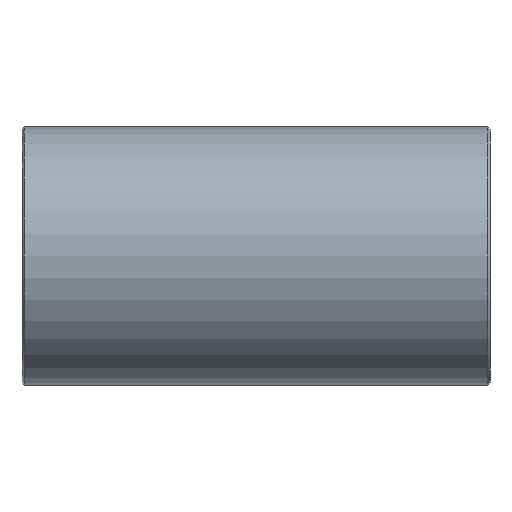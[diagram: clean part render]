
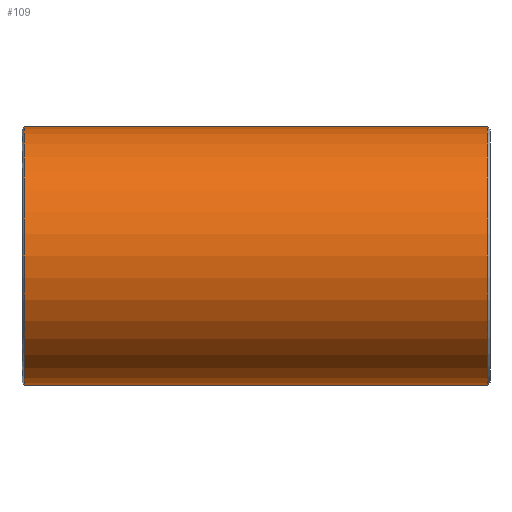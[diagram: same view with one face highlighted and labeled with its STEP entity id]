
A CAD part, front view. The second image highlights one B-rep face of the part: STEP entity #109.
In plain terms, the highlighted cylindrical face has radius 10.5 mm (diameter 21 mm), a partial arc.
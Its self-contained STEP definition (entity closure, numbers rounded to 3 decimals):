
#6 = DIRECTION ( 'NONE',  ( 0., 0., -1. ) ) ;
#17 = ORIENTED_EDGE ( 'NONE', *, *, #129, .F. ) ;
#23 = CARTESIAN_POINT ( 'NONE',  ( 10., 0., 0. ) ) ;
#28 = DIRECTION ( 'NONE',  ( -1., 0., 0. ) ) ;
#38 = EDGE_CURVE ( 'NONE', #414, #163, #50, .T. ) ;
#42 = DIRECTION ( 'NONE',  ( -1., 0., 0. ) ) ;
#50 = CIRCLE ( 'NONE', #172, 10.5 ) ;
#51 = VERTEX_POINT ( 'NONE', #262 ) ;
#69 = EDGE_CURVE ( 'NONE', #51, #372, #192, .T. ) ;
#80 = DIRECTION ( 'NONE',  ( 0., 0., 1. ) ) ;
#88 = ORIENTED_EDGE ( 'NONE', *, *, #38, .T. ) ;
#96 = AXIS2_PLACEMENT_3D ( 'NONE', #307, #28, #405 ) ;
#109 = ADVANCED_FACE ( 'NONE', ( #115 ), #310, .T. ) ;
#111 = CARTESIAN_POINT ( 'NONE',  ( 47.6, 0., -10.5 ) ) ;
#115 = FACE_OUTER_BOUND ( 'NONE', #199, .T. ) ;
#129 = EDGE_CURVE ( 'NONE', #414, #372, #275, .T. ) ;
#139 = VECTOR ( 'NONE', #371, 1000. ) ;
#142 = ORIENTED_EDGE ( 'NONE', *, *, #221, .T. ) ;
#150 = CARTESIAN_POINT ( 'NONE',  ( -24.671, 0., -10.5 ) ) ;
#163 = VERTEX_POINT ( 'NONE', #377 ) ;
#169 = ORIENTED_EDGE ( 'NONE', *, *, #69, .T. ) ;
#172 = AXIS2_PLACEMENT_3D ( 'NONE', #325, #42, #6 ) ;
#192 = CIRCLE ( 'NONE', #273, 10.5 ) ;
#199 = EDGE_LOOP ( 'NONE', ( #17, #88, #142, #169 ) ) ;
#209 = CARTESIAN_POINT ( 'NONE',  ( 10., 0., -10.5 ) ) ;
#214 = DIRECTION ( 'NONE',  ( 1., 0., 0. ) ) ;
#220 = DIRECTION ( 'NONE',  ( -1., 0., 0. ) ) ;
#221 = EDGE_CURVE ( 'NONE', #163, #51, #320, .T. ) ;
#239 = VECTOR ( 'NONE', #220, 1000. ) ;
#262 = CARTESIAN_POINT ( 'NONE',  ( 10., 0., 10.5 ) ) ;
#273 = AXIS2_PLACEMENT_3D ( 'NONE', #23, #214, #80 ) ;
#275 = LINE ( 'NONE', #150, #139 ) ;
#307 = CARTESIAN_POINT ( 'NONE',  ( -24.671, 0., 0. ) ) ;
#310 = CYLINDRICAL_SURFACE ( 'NONE', #96, 10.5 ) ;
#320 = LINE ( 'NONE', #411, #239 ) ;
#325 = CARTESIAN_POINT ( 'NONE',  ( 47.6, 0., 0. ) ) ;
#371 = DIRECTION ( 'NONE',  ( -1., 0., 0. ) ) ;
#372 = VERTEX_POINT ( 'NONE', #209 ) ;
#377 = CARTESIAN_POINT ( 'NONE',  ( 47.6, 0., 10.5 ) ) ;
#405 = DIRECTION ( 'NONE',  ( 0., 0., 1. ) ) ;
#411 = CARTESIAN_POINT ( 'NONE',  ( -24.671, 0., 10.5 ) ) ;
#414 = VERTEX_POINT ( 'NONE', #111 ) ;
